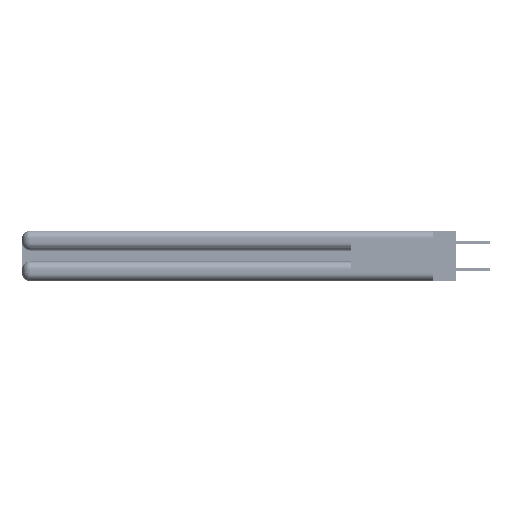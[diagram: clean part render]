
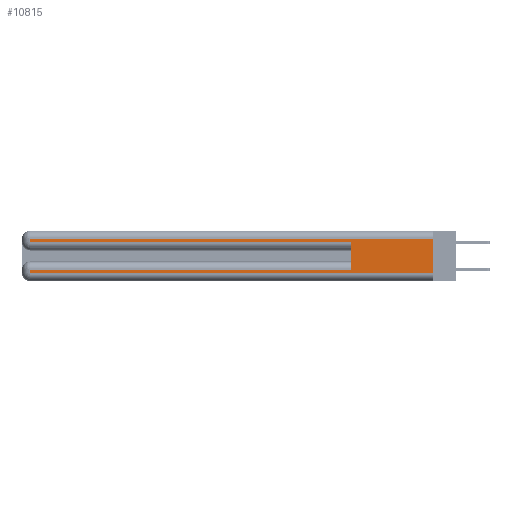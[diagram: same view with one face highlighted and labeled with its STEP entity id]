
A CAD part, left-side view. The second image highlights one B-rep face of the part: STEP entity #10815.
In plain terms, the highlighted planar face has unit normal (-1, 0, 0).
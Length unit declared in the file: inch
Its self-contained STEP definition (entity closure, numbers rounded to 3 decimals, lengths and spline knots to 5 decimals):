
#1050 = CARTESIAN_POINT ( 'NONE',  ( 0., 2.94, 0.37 ) ) ;
#1876 = CARTESIAN_POINT ( 'NONE',  ( 0., 0.6, 0.285 ) ) ;
#3269 = VECTOR ( 'NONE', #6227, 39.37008 ) ;
#4860 = CARTESIAN_POINT ( 'NONE',  ( 0., 0., 0.31 ) ) ;
#5008 = CARTESIAN_POINT ( 'NONE',  ( 0., 0., 0.37 ) ) ;
#5070 = EDGE_CURVE ( 'NONE', #23712, #8677, #44197, .T. ) ;
#5593 = CARTESIAN_POINT ( 'NONE',  ( 0., 2.94, 0.085 ) ) ;
#5943 = VECTOR ( 'NONE', #31870, 39.37008 ) ;
#6227 = DIRECTION ( 'NONE',  ( 0., 0., 1. ) ) ;
#7054 = ORIENTED_EDGE ( 'NONE', *, *, #11972, .F. ) ;
#7290 = LINE ( 'NONE', #33151, #45113 ) ;
#8161 = DIRECTION ( 'NONE',  ( 0., 0., -1. ) ) ;
#8677 = VERTEX_POINT ( 'NONE', #12563 ) ;
#9466 = DIRECTION ( 'NONE',  ( 0., 0., -1. ) ) ;
#10676 = FACE_OUTER_BOUND ( 'NONE', #22585, .T. ) ;
#10732 = CARTESIAN_POINT ( 'NONE',  ( 0., 2.94, 0.31 ) ) ;
#10815 = ADVANCED_FACE ( 'NONE', ( #10676 ), #29527, .F. ) ;
#11785 = ORIENTED_EDGE ( 'NONE', *, *, #30932, .T. ) ;
#11972 = EDGE_CURVE ( 'NONE', #21091, #34509, #19708, .T. ) ;
#12563 = CARTESIAN_POINT ( 'NONE',  ( 0., 2.94, 0.285 ) ) ;
#12811 = ORIENTED_EDGE ( 'NONE', *, *, #25991, .T. ) ;
#13439 = ORIENTED_EDGE ( 'NONE', *, *, #28541, .F. ) ;
#14205 = DIRECTION ( 'NONE',  ( 0., -1., 0. ) ) ;
#14262 = EDGE_CURVE ( 'NONE', #34330, #23712, #14996, .T. ) ;
#14464 = CARTESIAN_POINT ( 'NONE',  ( 0., 0., 0.06 ) ) ;
#14517 = CARTESIAN_POINT ( 'NONE',  ( 0., 0., 0.285 ) ) ;
#14779 = LINE ( 'NONE', #14517, #25507 ) ;
#14996 = LINE ( 'NONE', #45879, #41510 ) ;
#15009 = DIRECTION ( 'NONE',  ( 1., 0., 0. ) ) ;
#17338 = CARTESIAN_POINT ( 'NONE',  ( 0., 0., 0.085 ) ) ;
#17902 = ORIENTED_EDGE ( 'NONE', *, *, #14262, .T. ) ;
#18253 = DIRECTION ( 'NONE',  ( 0., -1., 0. ) ) ;
#19046 = EDGE_CURVE ( 'NONE', #42681, #20916, #26982, .T. ) ;
#19253 = CARTESIAN_POINT ( 'NONE',  ( 0., 0., 0.37 ) ) ;
#19708 = LINE ( 'NONE', #20628, #3269 ) ;
#20628 = CARTESIAN_POINT ( 'NONE',  ( 0., 0.6, 0.145 ) ) ;
#20916 = VERTEX_POINT ( 'NONE', #29618 ) ;
#20997 = VECTOR ( 'NONE', #8161, 39.37008 ) ;
#21091 = VERTEX_POINT ( 'NONE', #37639 ) ;
#21308 = VECTOR ( 'NONE', #18253, 39.37008 ) ;
#22245 = EDGE_CURVE ( 'NONE', #8677, #34509, #14779, .T. ) ;
#22349 = LINE ( 'NONE', #17338, #5943 ) ;
#22585 = EDGE_LOOP ( 'NONE', ( #13439, #17902, #43009, #28953, #7054, #12811, #11785, #43474 ) ) ;
#23712 = VERTEX_POINT ( 'NONE', #10732 ) ;
#25507 = VECTOR ( 'NONE', #14205, 39.37008 ) ;
#25991 = EDGE_CURVE ( 'NONE', #21091, #33227, #22349, .T. ) ;
#26982 = LINE ( 'NONE', #14464, #21308 ) ;
#28541 = EDGE_CURVE ( 'NONE', #34330, #20916, #41289, .T. ) ;
#28953 = ORIENTED_EDGE ( 'NONE', *, *, #22245, .T. ) ;
#29182 = CARTESIAN_POINT ( 'NONE',  ( 0., 2.94, 0.06 ) ) ;
#29527 = PLANE ( 'NONE',  #43544 ) ;
#29618 = CARTESIAN_POINT ( 'NONE',  ( 0., 0., 0.06 ) ) ;
#30932 = EDGE_CURVE ( 'NONE', #33227, #42681, #7290, .T. ) ;
#31870 = DIRECTION ( 'NONE',  ( 0., 1., 0. ) ) ;
#33151 = CARTESIAN_POINT ( 'NONE',  ( 0., 2.94, 0.37 ) ) ;
#33227 = VERTEX_POINT ( 'NONE', #5593 ) ;
#34330 = VERTEX_POINT ( 'NONE', #4860 ) ;
#34509 = VERTEX_POINT ( 'NONE', #1876 ) ;
#35783 = VECTOR ( 'NONE', #9466, 39.37008 ) ;
#36917 = DIRECTION ( 'NONE',  ( 0., 0., -1. ) ) ;
#37639 = CARTESIAN_POINT ( 'NONE',  ( 0., 0.6, 0.085 ) ) ;
#40365 = DIRECTION ( 'NONE',  ( 0., 0., -1. ) ) ;
#41289 = LINE ( 'NONE', #5008, #20997 ) ;
#41510 = VECTOR ( 'NONE', #42245, 39.37008 ) ;
#42245 = DIRECTION ( 'NONE',  ( 0., 1., 0. ) ) ;
#42681 = VERTEX_POINT ( 'NONE', #29182 ) ;
#43009 = ORIENTED_EDGE ( 'NONE', *, *, #5070, .T. ) ;
#43474 = ORIENTED_EDGE ( 'NONE', *, *, #19046, .T. ) ;
#43544 = AXIS2_PLACEMENT_3D ( 'NONE', #19253, #15009, #36917 ) ;
#44197 = LINE ( 'NONE', #1050, #35783 ) ;
#45113 = VECTOR ( 'NONE', #40365, 39.37008 ) ;
#45879 = CARTESIAN_POINT ( 'NONE',  ( 0., 0., 0.31 ) ) ;
